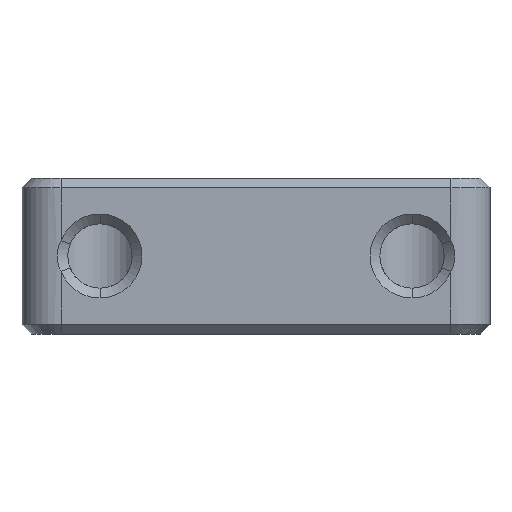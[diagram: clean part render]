
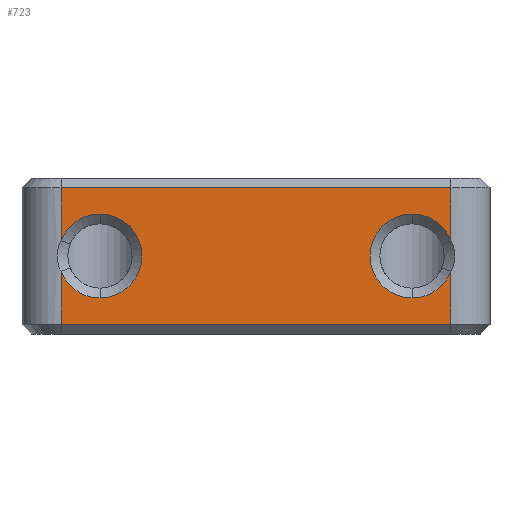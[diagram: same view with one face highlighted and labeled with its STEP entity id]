
A CAD part, front view. The second image highlights one B-rep face of the part: STEP entity #723.
In plain terms, the highlighted planar face has unit normal (0, -1, 0).
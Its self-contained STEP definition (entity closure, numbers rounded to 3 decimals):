
#16 = AXIS2_PLACEMENT_3D ( 'NONE', #94, #2193, #395 ) ;
#41 = ORIENTED_EDGE ( 'NONE', *, *, #571, .T. ) ;
#64 = VERTEX_POINT ( 'NONE', #1226 ) ;
#93 = AXIS2_PLACEMENT_3D ( 'NONE', #1703, #3813, #2007 ) ;
#94 = CARTESIAN_POINT ( 'NONE',  ( -8., -16., 4. ) ) ;
#101 = EDGE_CURVE ( 'NONE', #2832, #3261, #300, .T. ) ;
#156 = CARTESIAN_POINT ( 'NONE',  ( -10., -16., 8. ) ) ;
#176 = AXIS2_PLACEMENT_3D ( 'NONE', #1037, #3132, #1342 ) ;
#180 = CARTESIAN_POINT ( 'NONE',  ( 12., -16., 8. ) ) ;
#220 = CARTESIAN_POINT ( 'NONE',  ( -10., -16., 3.211 ) ) ;
#272 = CARTESIAN_POINT ( 'NONE',  ( -8., -16., 1.85 ) ) ;
#281 = AXIS2_PLACEMENT_3D ( 'NONE', #2416, #627, #2707 ) ;
#300 = LINE ( 'NONE', #1845, #3382 ) ;
#324 = AXIS2_PLACEMENT_3D ( 'NONE', #3415, #1629, #3729 ) ;
#346 = LINE ( 'NONE', #2607, #1047 ) ;
#353 = LINE ( 'NONE', #3805, #3260 ) ;
#395 = DIRECTION ( 'NONE',  ( -1., 0., 0. ) ) ;
#401 = VERTEX_POINT ( 'NONE', #2730 ) ;
#509 = CARTESIAN_POINT ( 'NONE',  ( 10., -16., 3.211 ) ) ;
#571 = EDGE_CURVE ( 'NONE', #756, #3060, #1936, .T. ) ;
#627 = DIRECTION ( 'NONE',  ( 0., 1., 0. ) ) ;
#654 = DIRECTION ( 'NONE',  ( 1., 0., 0. ) ) ;
#668 = ORIENTED_EDGE ( 'NONE', *, *, #3499, .T. ) ;
#708 = EDGE_CURVE ( 'NONE', #3637, #2497, #1554, .T. ) ;
#723 = ADVANCED_FACE ( 'NONE', ( #1470 ), #3773, .F. ) ;
#727 = CARTESIAN_POINT ( 'NONE',  ( 10., -16., 7.5 ) ) ;
#756 = VERTEX_POINT ( 'NONE', #509 ) ;
#779 = CARTESIAN_POINT ( 'NONE',  ( -8., -16., 6.15 ) ) ;
#787 = DIRECTION ( 'NONE',  ( 0., 1., 0. ) ) ;
#801 = DIRECTION ( 'NONE',  ( 0., 0., 1. ) ) ;
#838 = ORIENTED_EDGE ( 'NONE', *, *, #3760, .T. ) ;
#855 = ORIENTED_EDGE ( 'NONE', *, *, #101, .T. ) ;
#1002 = EDGE_LOOP ( 'NONE', ( #2728, #41, #3127, #3103, #2200, #3738, #838, #668, #2771, #2833, #2056, #855 ) ) ;
#1037 = CARTESIAN_POINT ( 'NONE',  ( 8., -16., 4. ) ) ;
#1047 = VECTOR ( 'NONE', #1128, 1000. ) ;
#1081 = DIRECTION ( 'NONE',  ( 0., 1., 0. ) ) ;
#1128 = DIRECTION ( 'NONE',  ( 0., 0., -1. ) ) ;
#1226 = CARTESIAN_POINT ( 'NONE',  ( 8., -16., 6.15 ) ) ;
#1298 = EDGE_CURVE ( 'NONE', #2927, #2995, #3483, .T. ) ;
#1331 = EDGE_CURVE ( 'NONE', #2995, #1542, #1881, .T. ) ;
#1342 = DIRECTION ( 'NONE',  ( -1., 0., 0. ) ) ;
#1395 = EDGE_CURVE ( 'NONE', #2670, #2832, #3608, .T. ) ;
#1470 = FACE_OUTER_BOUND ( 'NONE', #1002, .T. ) ;
#1542 = VERTEX_POINT ( 'NONE', #3865 ) ;
#1554 = CIRCLE ( 'NONE', #2929, 2.15 ) ;
#1629 = DIRECTION ( 'NONE',  ( 0., 1., 0. ) ) ;
#1636 = DIRECTION ( 'NONE',  ( -1., 0., 0. ) ) ;
#1703 = CARTESIAN_POINT ( 'NONE',  ( 8., -16., 4. ) ) ;
#1843 = CARTESIAN_POINT ( 'NONE',  ( 10., -16., 4.789 ) ) ;
#1845 = CARTESIAN_POINT ( 'NONE',  ( 12., -16., 0.5 ) ) ;
#1881 = LINE ( 'NONE', #3421, #3374 ) ;
#1936 = CIRCLE ( 'NONE', #324, 2.15 ) ;
#1951 = DIRECTION ( 'NONE',  ( 0., 0., -1. ) ) ;
#1989 = VECTOR ( 'NONE', #2211, 1000. ) ;
#1993 = EDGE_CURVE ( 'NONE', #64, #2927, #2280, .T. ) ;
#2007 = DIRECTION ( 'NONE',  ( -1., 0., 0. ) ) ;
#2015 = VECTOR ( 'NONE', #1951, 1000. ) ;
#2023 = CIRCLE ( 'NONE', #176, 2.15 ) ;
#2056 = ORIENTED_EDGE ( 'NONE', *, *, #1395, .T. ) ;
#2193 = DIRECTION ( 'NONE',  ( 0., 1., 0. ) ) ;
#2200 = ORIENTED_EDGE ( 'NONE', *, *, #1298, .T. ) ;
#2211 = DIRECTION ( 'NONE',  ( 0., 0., 1. ) ) ;
#2280 = CIRCLE ( 'NONE', #93, 2.15 ) ;
#2416 = CARTESIAN_POINT ( 'NONE',  ( -8., -16., 4. ) ) ;
#2472 = CIRCLE ( 'NONE', #281, 2.15 ) ;
#2497 = VERTEX_POINT ( 'NONE', #272 ) ;
#2560 = CARTESIAN_POINT ( 'NONE',  ( -8., -16., 4. ) ) ;
#2607 = CARTESIAN_POINT ( 'NONE',  ( -10., -16., 8. ) ) ;
#2652 = EDGE_CURVE ( 'NONE', #3261, #756, #353, .T. ) ;
#2663 = CARTESIAN_POINT ( 'NONE',  ( -10., -16., 0.5 ) ) ;
#2670 = VERTEX_POINT ( 'NONE', #220 ) ;
#2707 = DIRECTION ( 'NONE',  ( -1., 0., 0. ) ) ;
#2728 = ORIENTED_EDGE ( 'NONE', *, *, #2652, .T. ) ;
#2730 = CARTESIAN_POINT ( 'NONE',  ( -10., -16., 4.789 ) ) ;
#2771 = ORIENTED_EDGE ( 'NONE', *, *, #708, .T. ) ;
#2832 = VERTEX_POINT ( 'NONE', #2663 ) ;
#2833 = ORIENTED_EDGE ( 'NONE', *, *, #2862, .T. ) ;
#2858 = CARTESIAN_POINT ( 'NONE',  ( 10., -16., 8. ) ) ;
#2862 = EDGE_CURVE ( 'NONE', #2497, #2670, #2472, .T. ) ;
#2864 = DIRECTION ( 'NONE',  ( -1., 0., 0. ) ) ;
#2873 = CIRCLE ( 'NONE', #16, 2.15 ) ;
#2927 = VERTEX_POINT ( 'NONE', #1843 ) ;
#2929 = AXIS2_PLACEMENT_3D ( 'NONE', #2560, #787, #2864 ) ;
#2995 = VERTEX_POINT ( 'NONE', #727 ) ;
#3009 = EDGE_CURVE ( 'NONE', #3060, #64, #2023, .T. ) ;
#3060 = VERTEX_POINT ( 'NONE', #3750 ) ;
#3103 = ORIENTED_EDGE ( 'NONE', *, *, #1993, .T. ) ;
#3127 = ORIENTED_EDGE ( 'NONE', *, *, #3009, .T. ) ;
#3132 = DIRECTION ( 'NONE',  ( 0., 1., 0. ) ) ;
#3175 = DIRECTION ( 'NONE',  ( -1., 0., 0. ) ) ;
#3260 = VECTOR ( 'NONE', #801, 1000. ) ;
#3261 = VERTEX_POINT ( 'NONE', #3549 ) ;
#3374 = VECTOR ( 'NONE', #1636, 1000. ) ;
#3382 = VECTOR ( 'NONE', #654, 1000. ) ;
#3415 = CARTESIAN_POINT ( 'NONE',  ( 8., -16., 4. ) ) ;
#3421 = CARTESIAN_POINT ( 'NONE',  ( -10., -16., 7.5 ) ) ;
#3483 = LINE ( 'NONE', #2858, #1989 ) ;
#3499 = EDGE_CURVE ( 'NONE', #401, #3637, #2873, .T. ) ;
#3549 = CARTESIAN_POINT ( 'NONE',  ( 10., -16., 0.5 ) ) ;
#3608 = LINE ( 'NONE', #156, #2015 ) ;
#3637 = VERTEX_POINT ( 'NONE', #779 ) ;
#3729 = DIRECTION ( 'NONE',  ( -1., 0., 0. ) ) ;
#3738 = ORIENTED_EDGE ( 'NONE', *, *, #1331, .T. ) ;
#3744 = AXIS2_PLACEMENT_3D ( 'NONE', #180, #1081, #3175 ) ;
#3750 = CARTESIAN_POINT ( 'NONE',  ( 8., -16., 1.85 ) ) ;
#3760 = EDGE_CURVE ( 'NONE', #1542, #401, #346, .T. ) ;
#3773 = PLANE ( 'NONE',  #3744 ) ;
#3805 = CARTESIAN_POINT ( 'NONE',  ( 10., -16., 8. ) ) ;
#3813 = DIRECTION ( 'NONE',  ( 0., 1., 0. ) ) ;
#3865 = CARTESIAN_POINT ( 'NONE',  ( -10., -16., 7.5 ) ) ;
